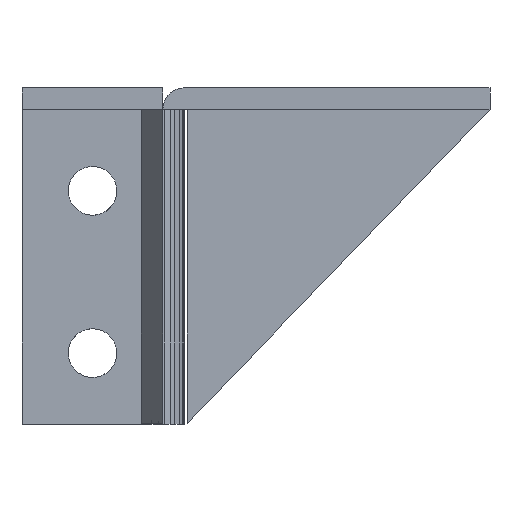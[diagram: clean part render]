
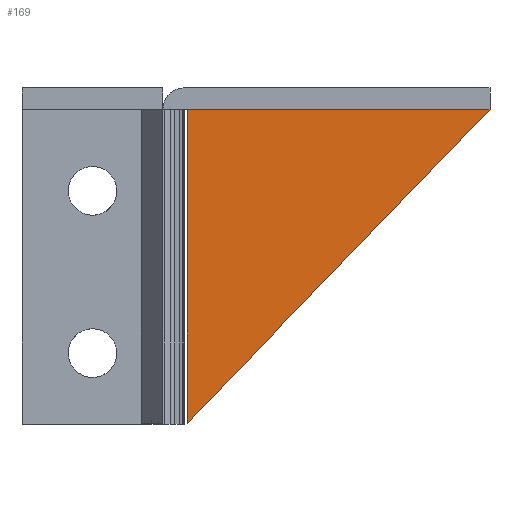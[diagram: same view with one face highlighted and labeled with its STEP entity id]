
A CAD part, left-side view. The second image highlights one B-rep face of the part: STEP entity #169.
In plain terms, the highlighted planar face has unit normal (-1, 0, 0).
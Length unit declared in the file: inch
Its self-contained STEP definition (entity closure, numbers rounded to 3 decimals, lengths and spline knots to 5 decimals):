
#169=ADVANCED_FACE('',(#438),#439,.T.);
#438=FACE_OUTER_BOUND('',#852,.T.);
#439=PLANE('',#853);
#852=EDGE_LOOP('',(#1605,#1606,#1607));
#853=AXIS2_PLACEMENT_3D('',#1608,#1609,#1610);
#1605=ORIENTED_EDGE('',*,*,#2565,.F.);
#1606=ORIENTED_EDGE('',*,*,#2566,.F.);
#1607=ORIENTED_EDGE('',*,*,#2540,.F.);
#1608=CARTESIAN_POINT('',(5.11719,-1.50504,-1.53697));
#1609=DIRECTION('',(-1.0,0.0,0.0));
#1610=DIRECTION('',(0.0,-1.0,0.0));
#2540=EDGE_CURVE('',#3030,#3031,#3032,.T.);
#2565=EDGE_CURVE('',#3074,#3030,#3075,.T.);
#2566=EDGE_CURVE('',#3031,#3074,#3076,.T.);
#3030=VERTEX_POINT('',#3777);
#3031=VERTEX_POINT('',#3778);
#3032=LINE('',#3779,#3780);
#3074=VERTEX_POINT('',#3863);
#3075=LINE('',#3864,#3865);
#3076=LINE('',#3866,#3867);
#3777=CARTESIAN_POINT('',(5.11719,-0.28037,-3.86375));
#3778=CARTESIAN_POINT('',(5.11719,-0.28037,-0.25));
#3779=CARTESIAN_POINT('',(5.11719,-0.28037,-3.86375));
#3780=VECTOR('',#5200,1.);
#3863=CARTESIAN_POINT('',(5.11719,-3.76951,-0.25));
#3864=CARTESIAN_POINT('',(5.11719,-3.76951,-0.25));
#3865=VECTOR('',#5217,1.);
#3866=CARTESIAN_POINT('',(5.11719,-1.75731,-0.25));
#3867=VECTOR('',#5218,1.);
#5200=DIRECTION('',(0.0,0.0,1.0));
#5217=DIRECTION('',(0.0,0.695,-0.719));
#5218=DIRECTION('',(0.0,-1.0,0.0));
